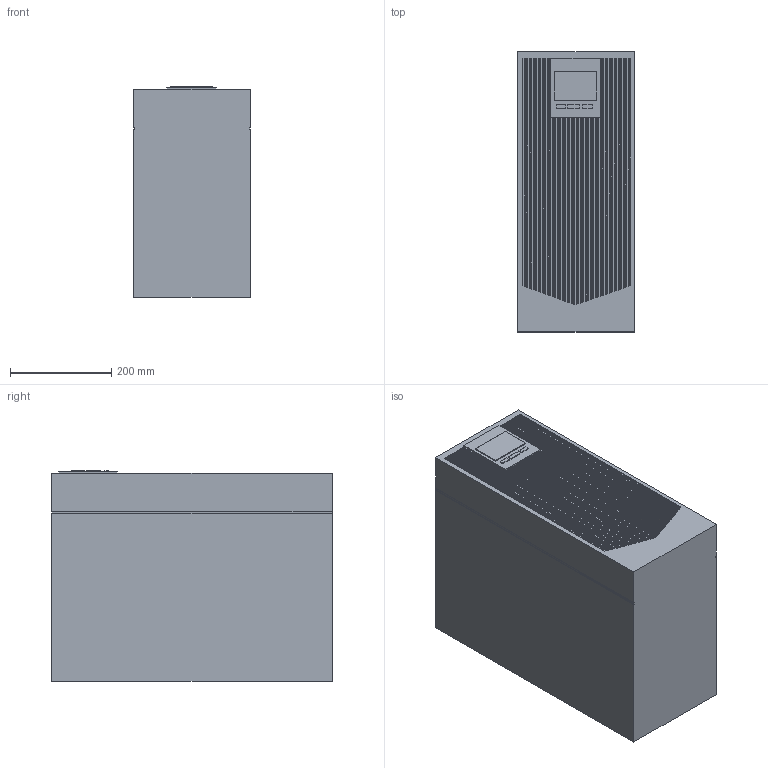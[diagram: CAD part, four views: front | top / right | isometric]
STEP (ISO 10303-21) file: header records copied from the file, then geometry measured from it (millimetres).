
FILE_DESCRIPTION (( 'STEP AP203' ), '1' );
FILE_NAME ('ÈÁÏ ñåðèè MPOT110 10 êÂÀ.STEP', '2023-10-12T12:36:44', ( '' ), ( '' ), 'SwSTEP 2.0', 'SolidWorks 2022', '' );
FILE_SCHEMA (( 'CONFIG_CONTROL_DESIGN' ));
Length unit declared in the file: millimetre
Products named in the file (1): ИБП серии MPOT110 10 кВА
Bounding box: 230 x 553 x 416 mm (x, y, z)
Volume: 52266542.2 mm3; surface area: 938613.6 mm2
Topology: 1 solids, 1 shells, 236 faces, 615 edges, 409 vertices
Faces by surface type: plane 236
Entity records: 7152 total; most frequent: CARTESIAN_POINT 1261, ORIENTED_EDGE 1230, DIRECTION 1089, LINE 615, EDGE_CURVE 615, VECTOR 615, VERTEX_POINT 409, EDGE_LOOP 264
